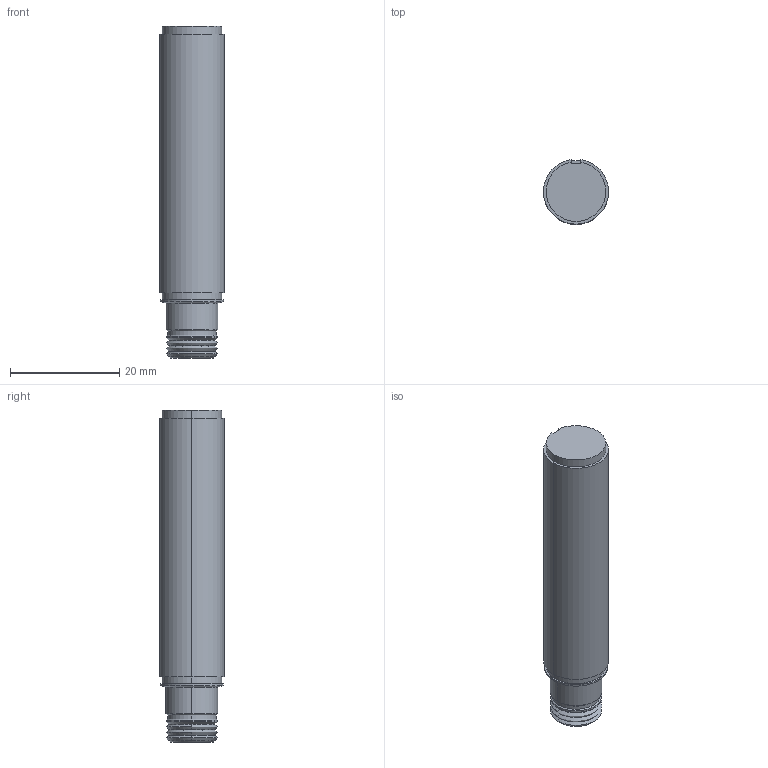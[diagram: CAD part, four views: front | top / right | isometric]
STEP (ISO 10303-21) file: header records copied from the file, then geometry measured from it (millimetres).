
FILE_DESCRIPTION (( 'STEP AP203' ), '1' );
FILE_NAME ('stud.STEP', '2020-09-23T14:45:12', ( '' ), ( '' ), 'SwSTEP 2.0', 'SolidWorks 2017', '' );
FILE_SCHEMA (( 'CONFIG_CONTROL_DESIGN' ));
Length unit declared in the file: inch
Products named in the file (6): 65032 Connector pin Clipped; 65032 CONNECTOR Body; 65032 Connector pin Unclipped; stud; 65035 THREADED TUBE; 65032 Connector Assy
Assembly tree (10 placements, depth 3):
  stud
    65035 THREADED TUBE
    65032 Connector Assy
      65032 CONNECTOR Body
      65032 Connector pin Clipped  x4
      65032 Connector pin Unclipped  x3
Bounding box: 11.91 x 11.85 x 60.83 mm (x, y, z)
Volume: 2517.6 mm3; surface area: 5060.3 mm2
Topology: 9 solids, 9 shells, 228 faces, 561 edges, 357 vertices
Faces by surface type: plane 106, cylinder 86, cone 22, sphere 14
Entity records: 6633 total; most frequent: DIRECTION 1081, CARTESIAN_POINT 1002, ORIENTED_EDGE 962, EDGE_CURVE 481, AXIS2_PLACEMENT_3D 389, VERTEX_POINT 310, VECTOR 303, LINE 303
